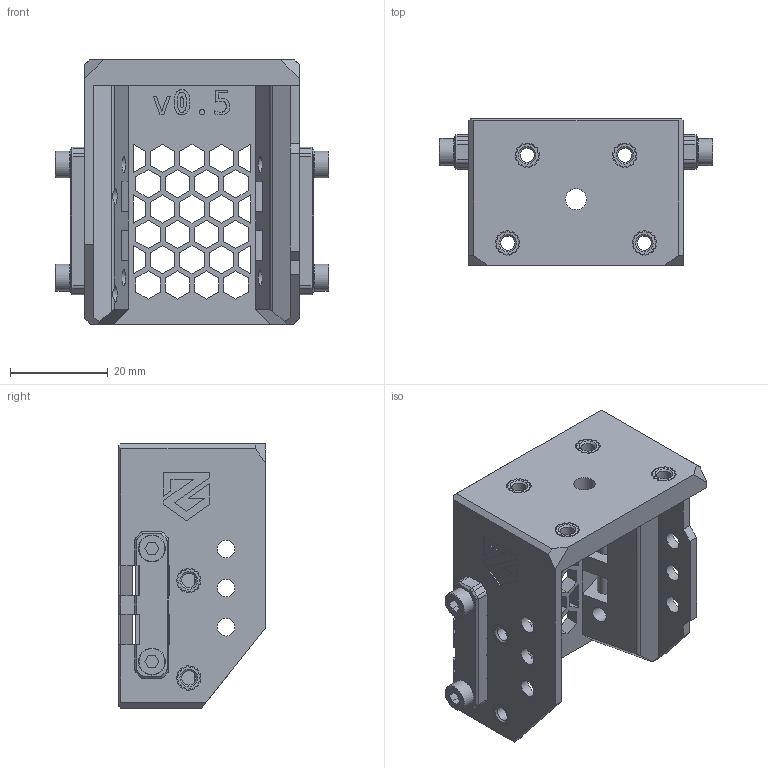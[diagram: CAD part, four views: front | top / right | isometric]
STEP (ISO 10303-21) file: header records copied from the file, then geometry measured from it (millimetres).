
FILE_DESCRIPTION(/* description */ (''),/* implementation_level */ '2;1');
FILE_NAME(/* name */ 'front_basic.step',/* time_stamp */ '2023-11-02T13:07:56-05:00',/* author */ (''),/* organization */ (''),/* preprocessor_version */ 'ST-DEVELOPER v20',/* originating_system */ 'Autodesk Translation Framework v12.14.0.127',/* authorisation */ '');
FILE_SCHEMA (('AUTOMOTIVE_DESIGN { 1 0 10303 214 3 1 1 }'));
Length unit declared in the file: millimetre
Products named in the file (8): front_basic; Hardware; Universal Inserts; PN596; Belt Fasteners; PN501; front_basic_1; belt_grabber
Assembly tree (24 placements, depth 4):
  front_basic
    Hardware
      Universal Inserts
        PN596  x14
      Belt Fasteners
        PN501  x4
    belt_grabber  x2
    front_basic_1
Bounding box: 56 x 30 x 54.2 mm (x, y, z)
Volume: 22425.5 mm3; surface area: 18062.2 mm2
Topology: 21 solids, 21 shells, 2417 faces, 6706 edges, 4380 vertices
Faces by surface type: bspline 1198, cylinder 583, plane 506, cone 66, torus 56, sphere 8
Full cylindrical faces by diameter (mm): 2.9 x14, 3 x4, 3.3 x18, 3.6 x6, 4.2 x14, 4.25 x14, 4.35 x1, 4.6 x14, 4.7 x14, 5.5 x4
Entity records: 25907 total; most frequent: CARTESIAN_POINT 8433, ORIENTED_EDGE 3856, DIRECTION 3066, EDGE_CURVE 1928, VERTEX_POINT 1250, LINE 1188, VECTOR 1188, AXIS2_PLACEMENT_3D 939
